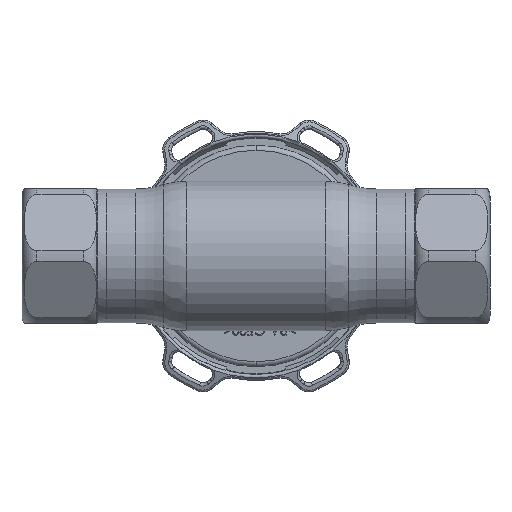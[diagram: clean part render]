
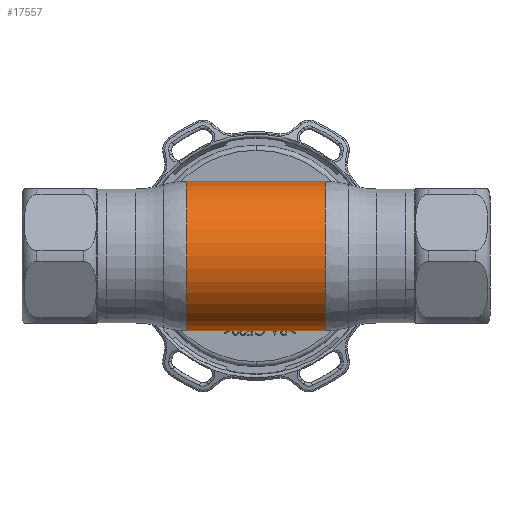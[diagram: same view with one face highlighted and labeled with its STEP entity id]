
A CAD part, front view. The second image highlights one B-rep face of the part: STEP entity #17557.
In plain terms, the highlighted cylindrical face has radius 15 mm (diameter 30 mm), a partial arc.
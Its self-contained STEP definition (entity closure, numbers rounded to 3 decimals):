
#418 = CARTESIAN_POINT ( 'NONE',  ( -13.909, 0., -15. ) ) ;
#975 = ORIENTED_EDGE ( 'NONE', *, *, #3172, .F. ) ;
#2649 = VERTEX_POINT ( 'NONE', #19886 ) ;
#2714 = DIRECTION ( 'NONE',  ( -1., 0., 0. ) ) ;
#2787 = CIRCLE ( 'NONE', #23935, 15. ) ;
#2827 = CARTESIAN_POINT ( 'NONE',  ( -13.909, 0., 15. ) ) ;
#3172 = EDGE_CURVE ( 'NONE', #10188, #22516, #2787, .T. ) ;
#3542 = DIRECTION ( 'NONE',  ( -1., 0., 0. ) ) ;
#4405 = CARTESIAN_POINT ( 'NONE',  ( 13.909, 0., 15. ) ) ;
#4476 = DIRECTION ( 'NONE',  ( -1., 0., 0. ) ) ;
#4990 = CARTESIAN_POINT ( 'NONE',  ( -13.909, 0., 0. ) ) ;
#6029 = AXIS2_PLACEMENT_3D ( 'NONE', #7457, #19063, #23954 ) ;
#6371 = DIRECTION ( 'NONE',  ( 0., 0., 1. ) ) ;
#6847 = EDGE_LOOP ( 'NONE', ( #7020, #27518, #17440, #975 ) ) ;
#7020 = ORIENTED_EDGE ( 'NONE', *, *, #18267, .F. ) ;
#7457 = CARTESIAN_POINT ( 'NONE',  ( 13.909, 0., 0. ) ) ;
#8467 = FACE_OUTER_BOUND ( 'NONE', #6847, .T. ) ;
#10188 = VERTEX_POINT ( 'NONE', #418 ) ;
#12510 = VECTOR ( 'NONE', #4476, 1000. ) ;
#12727 = VERTEX_POINT ( 'NONE', #4405 ) ;
#14516 = CARTESIAN_POINT ( 'NONE',  ( -62.69, 0., -15. ) ) ;
#14897 = VECTOR ( 'NONE', #26082, 1000. ) ;
#15081 = CARTESIAN_POINT ( 'NONE',  ( -62.69, 0., 0. ) ) ;
#17440 = ORIENTED_EDGE ( 'NONE', *, *, #18889, .T. ) ;
#17475 = AXIS2_PLACEMENT_3D ( 'NONE', #15081, #3542, #6371 ) ;
#17557 = ADVANCED_FACE ( 'NONE', ( #8467 ), #34682, .T. ) ;
#18267 = EDGE_CURVE ( 'NONE', #2649, #10188, #23588, .T. ) ;
#18739 = CIRCLE ( 'NONE', #6029, 15. ) ;
#18889 = EDGE_CURVE ( 'NONE', #12727, #22516, #30658, .T. ) ;
#19063 = DIRECTION ( 'NONE',  ( -1., 0., 0. ) ) ;
#19886 = CARTESIAN_POINT ( 'NONE',  ( 13.909, 0., -15. ) ) ;
#22230 = DIRECTION ( 'NONE',  ( 0., 0., 1. ) ) ;
#22516 = VERTEX_POINT ( 'NONE', #2827 ) ;
#23588 = LINE ( 'NONE', #14516, #14897 ) ;
#23935 = AXIS2_PLACEMENT_3D ( 'NONE', #4990, #2714, #22230 ) ;
#23954 = DIRECTION ( 'NONE',  ( 0., 0., 1. ) ) ;
#26082 = DIRECTION ( 'NONE',  ( -1., 0., 0. ) ) ;
#27518 = ORIENTED_EDGE ( 'NONE', *, *, #30410, .T. ) ;
#29882 = CARTESIAN_POINT ( 'NONE',  ( -62.69, 0., 15. ) ) ;
#30410 = EDGE_CURVE ( 'NONE', #2649, #12727, #18739, .T. ) ;
#30658 = LINE ( 'NONE', #29882, #12510 ) ;
#34682 = CYLINDRICAL_SURFACE ( 'NONE', #17475, 15. ) ;
